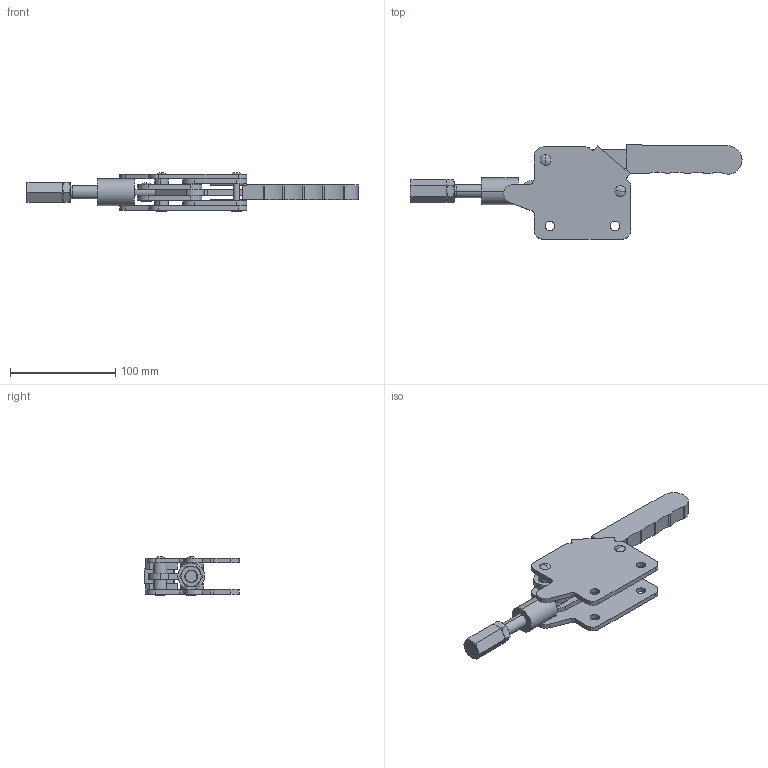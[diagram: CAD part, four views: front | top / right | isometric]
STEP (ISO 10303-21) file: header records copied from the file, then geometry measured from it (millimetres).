
FILE_DESCRIPTION (( 'STEP AP214' ), '1' );
FILE_NAME ('GH-30292M(Â²¤Æ).STEP', '2020-07-06T07:08:16', ( 'LinWei' ), ( '' ), 'SwSTEP 2.0', 'SolidWorks 2016', '' );
FILE_SCHEMA (( 'AUTOMOTIVE_DESIGN' ));
Length unit declared in the file: millimetre
Products named in the file (8): GH-36092_BASE; Group1^GH-36092_BASE; 430290M33-1^GH-30292M(簡化); Group6^GH-30292M(簡化); Group3^GH-30292M(簡化); Group2^GH-30292M(簡化); Group1^GH-30292M(簡化); GH-30292M(簡化)
Assembly tree (7 placements, depth 3):
  GH-30292M(簡化)
    Group1^GH-30292M(簡化)
    Group2^GH-30292M(簡化)
    Group3^GH-30292M(簡化)
    Group6^GH-30292M(簡化)
    430290M33-1^GH-30292M(簡化)
    GH-36092_BASE
      Group1^GH-36092_BASE
Bounding box: 315.75 x 89.64 x 37 mm (x, y, z)
Volume: 188915.8 mm3; surface area: 81740.2 mm2
Topology: 9 solids, 9 shells, 223 faces, 568 edges, 379 vertices
Faces by surface type: cylinder 110, plane 95, cone 12, sphere 6
Entity records: 7799 total; most frequent: CARTESIAN_POINT 1468, DIRECTION 1248, ORIENTED_EDGE 1136, EDGE_CURVE 568, AXIS2_PLACEMENT_3D 483, VERTEX_POINT 379, VECTOR 282, LINE 282
